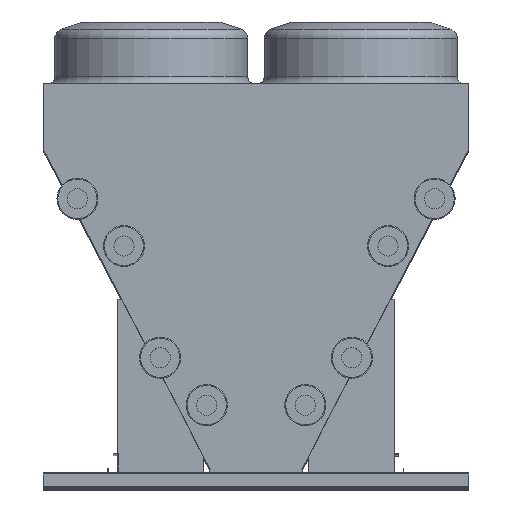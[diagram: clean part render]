
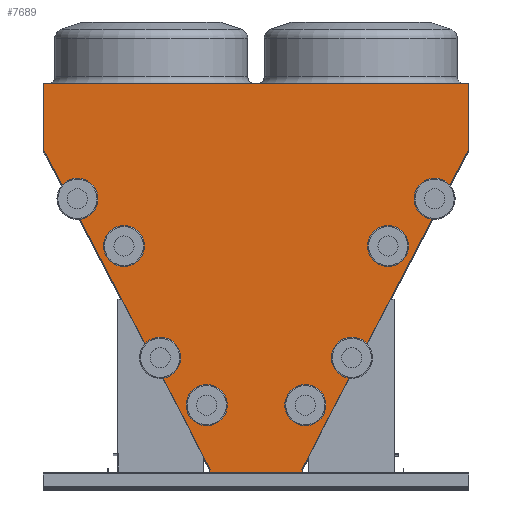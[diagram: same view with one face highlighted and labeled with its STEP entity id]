
A CAD part, top view. The second image highlights one B-rep face of the part: STEP entity #7689.
In plain terms, the highlighted planar face has unit normal (0, 0, 1).
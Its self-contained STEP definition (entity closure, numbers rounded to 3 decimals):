
#159 = EDGE_CURVE ( 'NONE', #12984, #9623, #13394, .T. ) ;
#672 = FACE_OUTER_BOUND ( 'NONE', #14128, .T. ) ;
#844 = VERTEX_POINT ( 'NONE', #24099 ) ;
#1232 = LINE ( 'NONE', #13272, #34302 ) ;
#1404 = ORIENTED_EDGE ( 'NONE', *, *, #11671, .T. ) ;
#1642 = EDGE_CURVE ( 'NONE', #13789, #3350, #24769, .T. ) ;
#1813 = EDGE_CURVE ( 'NONE', #3350, #16264, #28538, .T. ) ;
#1947 = ORIENTED_EDGE ( 'NONE', *, *, #29695, .T. ) ;
#1976 = VECTOR ( 'NONE', #12452, 1000. ) ;
#2096 = ORIENTED_EDGE ( 'NONE', *, *, #159, .T. ) ;
#2211 = VERTEX_POINT ( 'NONE', #11013 ) ;
#2334 = CARTESIAN_POINT ( 'NONE',  ( 1127.607, 1711.053, 0. ) ) ;
#2479 = VECTOR ( 'NONE', #27590, 1000. ) ;
#2494 = ORIENTED_EDGE ( 'NONE', *, *, #12029, .T. ) ;
#2496 = ORIENTED_EDGE ( 'NONE', *, *, #7837, .T. ) ;
#2514 = LINE ( 'NONE', #20950, #20512 ) ;
#2654 = VERTEX_POINT ( 'NONE', #23646 ) ;
#2709 = VECTOR ( 'NONE', #7109, 1000. ) ;
#2869 = CARTESIAN_POINT ( 'NONE',  ( -246.893, 1.482, 0. ) ) ;
#2990 = CARTESIAN_POINT ( 'NONE',  ( 1136.15, 2083.62, 0. ) ) ;
#2993 = EDGE_CURVE ( 'NONE', #32176, #844, #7945, .T. ) ;
#3006 = ORIENTED_EDGE ( 'NONE', *, *, #5173, .T. ) ;
#3350 = VERTEX_POINT ( 'NONE', #16660 ) ;
#3452 = CARTESIAN_POINT ( 'NONE',  ( 1127.607, 1711.053, 0. ) ) ;
#3543 = ORIENTED_EDGE ( 'NONE', *, *, #1813, .T. ) ;
#4161 = CARTESIAN_POINT ( 'NONE',  ( -246.893, 17.358, 0. ) ) ;
#4970 = DIRECTION ( 'NONE',  ( 0., -1., 0. ) ) ;
#5093 = CARTESIAN_POINT ( 'NONE',  ( 0., 0., 0. ) ) ;
#5173 = EDGE_CURVE ( 'NONE', #16264, #17103, #5282, .T. ) ;
#5282 = LINE ( 'NONE', #2334, #18688 ) ;
#5442 = CARTESIAN_POINT ( 'NONE',  ( -246.893, 17.358, 0. ) ) ;
#5792 = ORIENTED_EDGE ( 'NONE', *, *, #19028, .T. ) ;
#7109 = DIRECTION ( 'NONE',  ( 0., 1., 0. ) ) ;
#7428 = EDGE_CURVE ( 'NONE', #32215, #15463, #16176, .T. ) ;
#7689 = ADVANCED_FACE ( 'NONE', ( #672 ), #31750, .F. ) ;
#7837 = EDGE_CURVE ( 'NONE', #2654, #17006, #32057, .T. ) ;
#7934 = VECTOR ( 'NONE', #31029, 1000. ) ;
#7945 = LINE ( 'NONE', #33663, #33904 ) ;
#7979 = ORIENTED_EDGE ( 'NONE', *, *, #2993, .T. ) ;
#8326 = CARTESIAN_POINT ( 'NONE',  ( 279.893, 1.482, 0. ) ) ;
#8644 = VERTEX_POINT ( 'NONE', #34040 ) ;
#8773 = LINE ( 'NONE', #28370, #7934 ) ;
#9091 = EDGE_CURVE ( 'NONE', #17103, #2654, #18640, .T. ) ;
#9130 = VECTOR ( 'NONE', #4970, 1000. ) ;
#9253 = CARTESIAN_POINT ( 'NONE',  ( -245.403, 20.223, 0. ) ) ;
#9290 = ORIENTED_EDGE ( 'NONE', *, *, #20371, .T. ) ;
#9529 = DIRECTION ( 'NONE',  ( 0.462, 0.887, 0. ) ) ;
#9623 = VERTEX_POINT ( 'NONE', #9253 ) ;
#10061 = VECTOR ( 'NONE', #13504, 1000. ) ;
#10252 = CARTESIAN_POINT ( 'NONE',  ( -1127.739, 1711.053, 0. ) ) ;
#10454 = DIRECTION ( 'NONE',  ( 0., 0., -1. ) ) ;
#10891 = LINE ( 'NONE', #5442, #10061 ) ;
#11013 = CARTESIAN_POINT ( 'NONE',  ( 279.893, 0., 0. ) ) ;
#11385 = VECTOR ( 'NONE', #27718, 1000. ) ;
#11542 = VECTOR ( 'NONE', #19604, 1000. ) ;
#11651 = CARTESIAN_POINT ( 'NONE',  ( -1136.282, 1727.462, 0. ) ) ;
#11671 = EDGE_CURVE ( 'NONE', #9623, #23453, #10891, .T. ) ;
#12029 = EDGE_CURVE ( 'NONE', #23453, #32176, #8773, .T. ) ;
#12254 = CARTESIAN_POINT ( 'NONE',  ( 1126.218, 1711.776, 0. ) ) ;
#12452 = DIRECTION ( 'NONE',  ( -1., 0., 0. ) ) ;
#12494 = CARTESIAN_POINT ( 'NONE',  ( -1126.246, 1711.83, 0. ) ) ;
#12984 = VERTEX_POINT ( 'NONE', #12494 ) ;
#13272 = CARTESIAN_POINT ( 'NONE',  ( -1136.282, 2083.62, 0. ) ) ;
#13394 = LINE ( 'NONE', #26151, #28511 ) ;
#13504 = DIRECTION ( 'NONE',  ( -0.461, -0.887, 0. ) ) ;
#13664 = ORIENTED_EDGE ( 'NONE', *, *, #1642, .T. ) ;
#13712 = CARTESIAN_POINT ( 'NONE',  ( 246.893, 17.358, 0. ) ) ;
#13789 = VERTEX_POINT ( 'NONE', #13712 ) ;
#14128 = EDGE_LOOP ( 'NONE', ( #15660, #24796, #25305, #2096, #1404, #2494, #7979, #5792, #20411, #29981, #17657, #9290, #13664, #3543, #3006, #17726, #2496, #1947 ) ) ;
#14681 = EDGE_CURVE ( 'NONE', #2211, #32215, #23223, .T. ) ;
#15463 = VERTEX_POINT ( 'NONE', #19243 ) ;
#15498 = VERTEX_POINT ( 'NONE', #24740 ) ;
#15533 = DIRECTION ( 'NONE',  ( 0.887, -0.462, 0. ) ) ;
#15660 = ORIENTED_EDGE ( 'NONE', *, *, #18408, .T. ) ;
#16176 = LINE ( 'NONE', #31273, #1976 ) ;
#16264 = VERTEX_POINT ( 'NONE', #12254 ) ;
#16419 = LINE ( 'NONE', #22194, #29848 ) ;
#16660 = CARTESIAN_POINT ( 'NONE',  ( 245.39, 20.232, 0. ) ) ;
#17006 = VERTEX_POINT ( 'NONE', #2990 ) ;
#17103 = VERTEX_POINT ( 'NONE', #3452 ) ;
#17118 = LINE ( 'NONE', #10252, #30540 ) ;
#17618 = VECTOR ( 'NONE', #25108, 1000. ) ;
#17657 = ORIENTED_EDGE ( 'NONE', *, *, #7428, .T. ) ;
#17726 = ORIENTED_EDGE ( 'NONE', *, *, #9091, .T. ) ;
#18235 = DIRECTION ( 'NONE',  ( 0., -1., 0. ) ) ;
#18408 = EDGE_CURVE ( 'NONE', #30581, #27387, #2514, .T. ) ;
#18640 = LINE ( 'NONE', #28284, #25768 ) ;
#18688 = VECTOR ( 'NONE', #15533, 1000. ) ;
#18728 = EDGE_CURVE ( 'NONE', #8644, #2211, #30101, .T. ) ;
#19028 = EDGE_CURVE ( 'NONE', #844, #8644, #28863, .T. ) ;
#19243 = CARTESIAN_POINT ( 'NONE',  ( 246.893, 1.482, 0. ) ) ;
#19604 = DIRECTION ( 'NONE',  ( 0., 1., 0. ) ) ;
#19635 = CARTESIAN_POINT ( 'NONE',  ( 246.893, 17.358, 0. ) ) ;
#20198 = VECTOR ( 'NONE', #28509, 1000. ) ;
#20371 = EDGE_CURVE ( 'NONE', #15463, #13789, #32736, .T. ) ;
#20411 = ORIENTED_EDGE ( 'NONE', *, *, #18728, .T. ) ;
#20512 = VECTOR ( 'NONE', #18235, 1000. ) ;
#20767 = DIRECTION ( 'NONE',  ( 0.462, -0.887, 0. ) ) ;
#20930 = DIRECTION ( 'NONE',  ( 0.462, -0.887, 0. ) ) ;
#20950 = CARTESIAN_POINT ( 'NONE',  ( -1136.282, 1727.462, 0. ) ) ;
#21034 = CARTESIAN_POINT ( 'NONE',  ( -279.893, 0., 0. ) ) ;
#22194 = CARTESIAN_POINT ( 'NONE',  ( -1127.739, 1711.053, 0. ) ) ;
#22324 = CARTESIAN_POINT ( 'NONE',  ( 279.893, 0., 0. ) ) ;
#23148 = CARTESIAN_POINT ( 'NONE',  ( 279.893, 0., 0. ) ) ;
#23223 = LINE ( 'NONE', #23148, #2709 ) ;
#23307 = CARTESIAN_POINT ( 'NONE',  ( -1136.282, 2083.62, 0. ) ) ;
#23453 = VERTEX_POINT ( 'NONE', #4161 ) ;
#23646 = CARTESIAN_POINT ( 'NONE',  ( 1136.15, 1727.462, 0. ) ) ;
#24099 = CARTESIAN_POINT ( 'NONE',  ( -279.893, 1.482, 0. ) ) ;
#24740 = CARTESIAN_POINT ( 'NONE',  ( -1127.739, 1711.053, 0. ) ) ;
#24769 = LINE ( 'NONE', #25339, #17618 ) ;
#24796 = ORIENTED_EDGE ( 'NONE', *, *, #29621, .T. ) ;
#24879 = CARTESIAN_POINT ( 'NONE',  ( 1136.15, 2083.62, 0. ) ) ;
#25108 = DIRECTION ( 'NONE',  ( -0.463, 0.886, 0. ) ) ;
#25305 = ORIENTED_EDGE ( 'NONE', *, *, #33550, .T. ) ;
#25339 = CARTESIAN_POINT ( 'NONE',  ( 246.893, 17.358, 0. ) ) ;
#25768 = VECTOR ( 'NONE', #9529, 1000. ) ;
#26036 = CARTESIAN_POINT ( 'NONE',  ( 245.39, 20.232, 0. ) ) ;
#26151 = CARTESIAN_POINT ( 'NONE',  ( -245.403, 20.223, 0. ) ) ;
#27387 = VERTEX_POINT ( 'NONE', #11651 ) ;
#27590 = DIRECTION ( 'NONE',  ( 1., 0., 0. ) ) ;
#27718 = DIRECTION ( 'NONE',  ( 0., 1., 0. ) ) ;
#28284 = CARTESIAN_POINT ( 'NONE',  ( 1127.607, 1711.053, 0. ) ) ;
#28306 = DIRECTION ( 'NONE',  ( -1., 0., 0. ) ) ;
#28370 = CARTESIAN_POINT ( 'NONE',  ( -246.893, 17.358, 0. ) ) ;
#28509 = DIRECTION ( 'NONE',  ( 0.462, 0.887, 0. ) ) ;
#28511 = VECTOR ( 'NONE', #20767, 1000. ) ;
#28538 = LINE ( 'NONE', #26036, #20198 ) ;
#28863 = LINE ( 'NONE', #21034, #9130 ) ;
#29209 = DIRECTION ( 'NONE',  ( -1., 0., 0. ) ) ;
#29621 = EDGE_CURVE ( 'NONE', #27387, #15498, #17118, .T. ) ;
#29695 = EDGE_CURVE ( 'NONE', #17006, #30581, #1232, .T. ) ;
#29848 = VECTOR ( 'NONE', #33031, 1000. ) ;
#29981 = ORIENTED_EDGE ( 'NONE', *, *, #14681, .T. ) ;
#30101 = LINE ( 'NONE', #22324, #2479 ) ;
#30540 = VECTOR ( 'NONE', #20930, 1000. ) ;
#30581 = VERTEX_POINT ( 'NONE', #23307 ) ;
#31029 = DIRECTION ( 'NONE',  ( 0., -1., 0. ) ) ;
#31273 = CARTESIAN_POINT ( 'NONE',  ( 279.893, 1.482, 0. ) ) ;
#31750 = PLANE ( 'NONE',  #33962 ) ;
#32057 = LINE ( 'NONE', #24879, #11542 ) ;
#32176 = VERTEX_POINT ( 'NONE', #2869 ) ;
#32215 = VERTEX_POINT ( 'NONE', #8326 ) ;
#32736 = LINE ( 'NONE', #19635, #11385 ) ;
#33031 = DIRECTION ( 'NONE',  ( 0.887, 0.462, 0. ) ) ;
#33550 = EDGE_CURVE ( 'NONE', #15498, #12984, #16419, .T. ) ;
#33663 = CARTESIAN_POINT ( 'NONE',  ( -279.893, 1.482, 0. ) ) ;
#33904 = VECTOR ( 'NONE', #28306, 1000. ) ;
#33962 = AXIS2_PLACEMENT_3D ( 'NONE', #5093, #10454, #29209 ) ;
#34040 = CARTESIAN_POINT ( 'NONE',  ( -279.893, 0., 0. ) ) ;
#34302 = VECTOR ( 'NONE', #34707, 1000. ) ;
#34707 = DIRECTION ( 'NONE',  ( -1., 0., 0. ) ) ;
